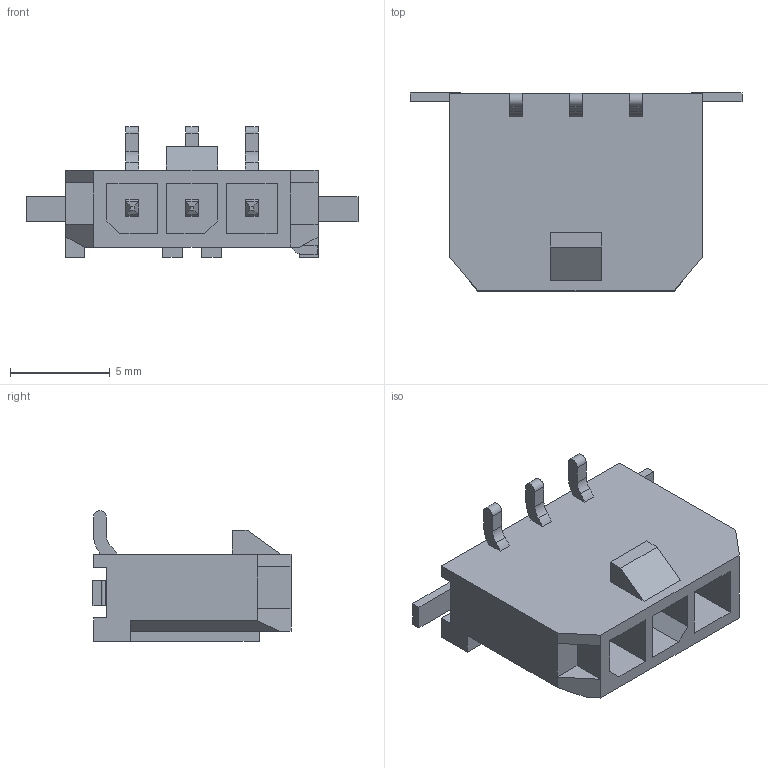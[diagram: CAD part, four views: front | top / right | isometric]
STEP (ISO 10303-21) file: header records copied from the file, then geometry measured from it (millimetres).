
FILE_DESCRIPTION(/* description */ (''),/* implementation_level */ '2;1');
FILE_NAME(/* name */ '436500325wbm000_01_214.stp',/* time_stamp */ '2022-06-14T09:55:22+05:00',/* author */ (''),/* organization */ (''),/* preprocessor_version */ 'ST-DEVELOPER v16.7',/* originating_system */ 'SIEMENS PLM Software NX 1919',/* authorisation */ '');
FILE_SCHEMA (('AUTOMOTIVE_DESIGN { 1 0 10303 214 3 1 1 1 }'));
Length unit declared in the file: millimetre
Products named in the file (1): 436500325wbm000_01
Bounding box: 16.65 x 9.93 x 6.55 mm (x, y, z)
Volume: 344.5 mm3; surface area: 724.4 mm2
Topology: 1 solids, 1 shells, 152 faces, 386 edges, 250 vertices
Faces by surface type: plane 122, cylinder 30
Entity records: 4538 total; most frequent: CARTESIAN_POINT 789, ORIENTED_EDGE 772, DIRECTION 752, EDGE_CURVE 386, LINE 326, VECTOR 326, VERTEX_POINT 250, AXIS2_PLACEMENT_3D 213
